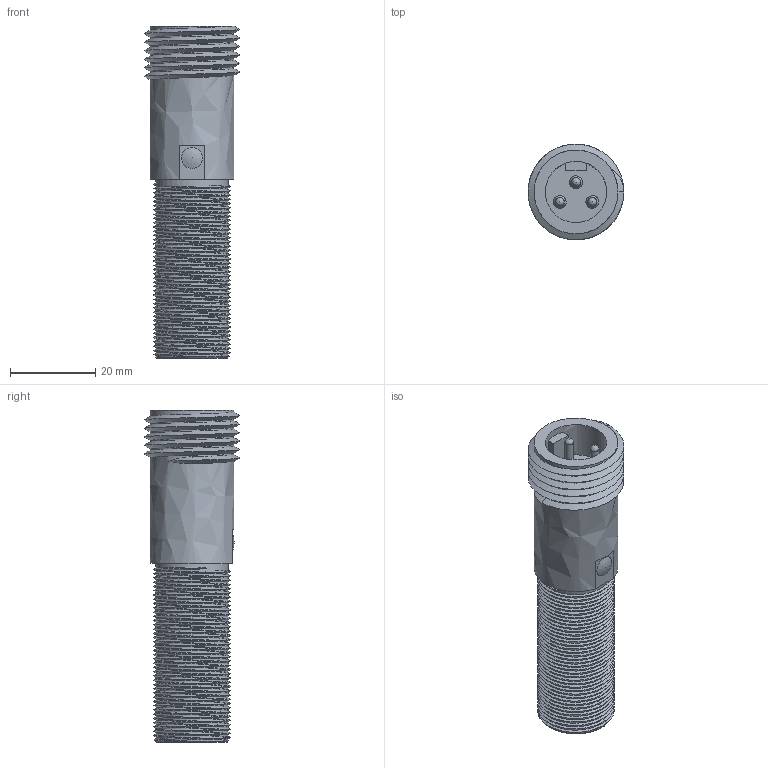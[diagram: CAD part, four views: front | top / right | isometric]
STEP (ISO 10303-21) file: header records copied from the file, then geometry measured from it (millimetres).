
FILE_DESCRIPTION( ('This file contains a STEP AP42 implementation' ,'as created by ZW3D STEP Interface translator.') ,'2;1' );
FILE_NAME( 'WCN1-1805X-XZS3.stp' ,'201026.153133', (''), ('ZWCAD Software Co.'), 'Version 1.0', 'ZW3D to STEP translator', '' );
FILE_SCHEMA(('AUTOMOTIVE_DESIGN'));
Length unit declared in the file: millimetre
Products named in the file (2): 0; WCN1-1805X-XZS3
Bounding box: 22.5 x 22.5 x 77.99 mm (x, y, z)
Volume: 19538.6 mm3; surface area: 7625.9 mm2
Topology: 1 solids, 1 shells, 87 faces, 227 edges, 147 vertices
Faces by surface type: bspline 87
Entity records: 5208 total; most frequent: CARTESIAN_POINT 3885, ORIENTED_EDGE 446, EDGE_CURVE 223, VERTEX_POINT 147, EDGE_LOOP 96, B_SPLINE_CURVE_WITH_KNOTS 91, FACE_OUTER_BOUND 87, ADVANCED_FACE 87
